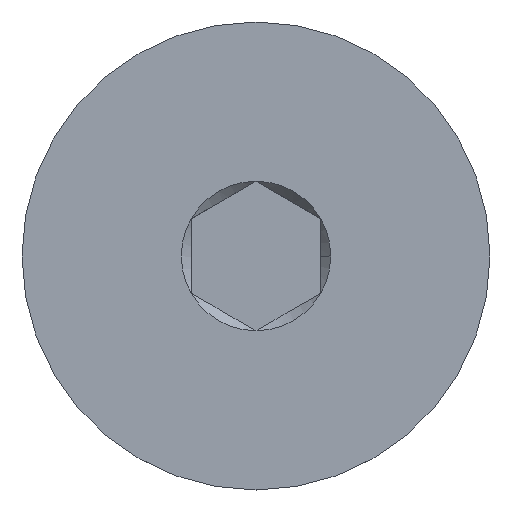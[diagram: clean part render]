
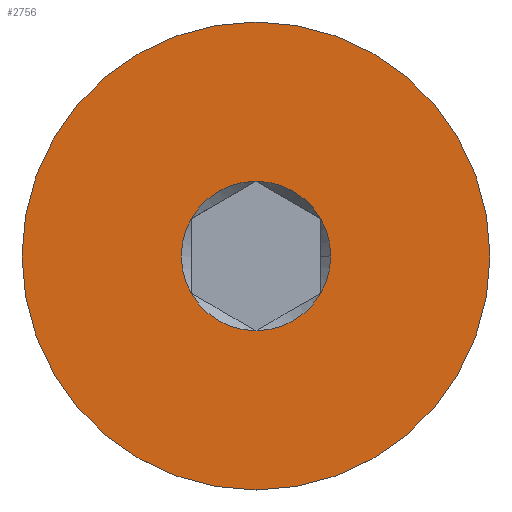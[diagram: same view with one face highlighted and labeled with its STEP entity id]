
A CAD part, top view. The second image highlights one B-rep face of the part: STEP entity #2756.
In plain terms, the highlighted planar face has unit normal (0, 0, 1).
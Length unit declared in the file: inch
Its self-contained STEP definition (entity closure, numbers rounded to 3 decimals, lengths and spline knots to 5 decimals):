
#3 = DIRECTION ( 'NONE',  ( 0., 0., 1. ) ) ;
#8 = CARTESIAN_POINT ( 'NONE',  ( 0., 0., 0.125 ) ) ;
#71 = VERTEX_POINT ( 'NONE', #503 ) ;
#78 = ORIENTED_EDGE ( 'NONE', *, *, #2685, .F. ) ;
#100 = AXIS2_PLACEMENT_3D ( 'NONE', #623, #1567, #2766 ) ;
#136 = ORIENTED_EDGE ( 'NONE', *, *, #983, .F. ) ;
#174 = AXIS2_PLACEMENT_3D ( 'NONE', #1809, #1366, #1513 ) ;
#244 = PLANE ( 'NONE',  #2702 ) ;
#288 = CIRCLE ( 'NONE', #342, 0.03608 ) ;
#316 = VERTEX_POINT ( 'NONE', #525 ) ;
#342 = AXIS2_PLACEMENT_3D ( 'NONE', #925, #1799, #513 ) ;
#471 = EDGE_LOOP ( 'NONE', ( #1970, #1625, #2141, #136, #1211, #748, #884 ) ) ;
#503 = CARTESIAN_POINT ( 'NONE',  ( 0., -0.03608, 0.125 ) ) ;
#509 = DIRECTION ( 'NONE',  ( 1., 0., 0. ) ) ;
#513 = DIRECTION ( 'NONE',  ( 1., 0., 0. ) ) ;
#524 = CIRCLE ( 'NONE', #1575, 0.113 ) ;
#525 = CARTESIAN_POINT ( 'NONE',  ( 0., 0.03608, 0.125 ) ) ;
#555 = CIRCLE ( 'NONE', #174, 0.03608 ) ;
#556 = AXIS2_PLACEMENT_3D ( 'NONE', #2148, #3, #2370 ) ;
#623 = CARTESIAN_POINT ( 'NONE',  ( 0., 0., 0.125 ) ) ;
#650 = CIRCLE ( 'NONE', #100, 0.113 ) ;
#654 = CARTESIAN_POINT ( 'NONE',  ( 0., 0., 0.125 ) ) ;
#748 = ORIENTED_EDGE ( 'NONE', *, *, #2582, .F. ) ;
#839 = CARTESIAN_POINT ( 'NONE',  ( 0., 0., 0.125 ) ) ;
#884 = ORIENTED_EDGE ( 'NONE', *, *, #1810, .F. ) ;
#918 = AXIS2_PLACEMENT_3D ( 'NONE', #839, #2591, #1680 ) ;
#920 = VERTEX_POINT ( 'NONE', #1443 ) ;
#924 = CIRCLE ( 'NONE', #1255, 0.03608 ) ;
#925 = CARTESIAN_POINT ( 'NONE',  ( 0., 0., 0.125 ) ) ;
#951 = CARTESIAN_POINT ( 'NONE',  ( 0., -0.113, 0.125 ) ) ;
#960 = CIRCLE ( 'NONE', #2193, 0.03608 ) ;
#979 = VERTEX_POINT ( 'NONE', #1892 ) ;
#983 = EDGE_CURVE ( 'NONE', #71, #1220, #2388, .T. ) ;
#1003 = DIRECTION ( 'NONE',  ( 0., 1., 0. ) ) ;
#1032 = DIRECTION ( 'NONE',  ( 0., 0., -1. ) ) ;
#1066 = FACE_OUTER_BOUND ( 'NONE', #2627, .T. ) ;
#1078 = VERTEX_POINT ( 'NONE', #1504 ) ;
#1090 = CARTESIAN_POINT ( 'NONE',  ( 0., 0., 0.125 ) ) ;
#1211 = ORIENTED_EDGE ( 'NONE', *, *, #2008, .F. ) ;
#1220 = VERTEX_POINT ( 'NONE', #2056 ) ;
#1255 = AXIS2_PLACEMENT_3D ( 'NONE', #1090, #1307, #2629 ) ;
#1307 = DIRECTION ( 'NONE',  ( 0., 0., 1. ) ) ;
#1341 = CARTESIAN_POINT ( 'NONE',  ( -0.03125, 0.01804, 0.125 ) ) ;
#1366 = DIRECTION ( 'NONE',  ( 0., 0., 1. ) ) ;
#1407 = EDGE_CURVE ( 'NONE', #920, #1775, #524, .T. ) ;
#1443 = CARTESIAN_POINT ( 'NONE',  ( 0., 0.113, 0.125 ) ) ;
#1504 = CARTESIAN_POINT ( 'NONE',  ( -0.03125, -0.01804, 0.125 ) ) ;
#1513 = DIRECTION ( 'NONE',  ( 1., 0., 0. ) ) ;
#1527 = EDGE_CURVE ( 'NONE', #1220, #2311, #1606, .T. ) ;
#1567 = DIRECTION ( 'NONE',  ( 0., 0., -1. ) ) ;
#1575 = AXIS2_PLACEMENT_3D ( 'NONE', #2312, #1032, #1003 ) ;
#1603 = ORIENTED_EDGE ( 'NONE', *, *, #1407, .F. ) ;
#1606 = CIRCLE ( 'NONE', #556, 0.03608 ) ;
#1625 = ORIENTED_EDGE ( 'NONE', *, *, #2164, .F. ) ;
#1657 = VERTEX_POINT ( 'NONE', #1341 ) ;
#1680 = DIRECTION ( 'NONE',  ( 1., 0., 0. ) ) ;
#1734 = FACE_BOUND ( 'NONE', #471, .T. ) ;
#1749 = DIRECTION ( 'NONE',  ( 0., -1., 0. ) ) ;
#1775 = VERTEX_POINT ( 'NONE', #951 ) ;
#1799 = DIRECTION ( 'NONE',  ( 0., 0., 1. ) ) ;
#1809 = CARTESIAN_POINT ( 'NONE',  ( 0., 0., 0.125 ) ) ;
#1810 = EDGE_CURVE ( 'NONE', #316, #1657, #555, .T. ) ;
#1868 = DIRECTION ( 'NONE',  ( 1., 0., 0. ) ) ;
#1892 = CARTESIAN_POINT ( 'NONE',  ( 0.03125, 0.01804, 0.125 ) ) ;
#1970 = ORIENTED_EDGE ( 'NONE', *, *, #2386, .F. ) ;
#2008 = EDGE_CURVE ( 'NONE', #1078, #71, #960, .T. ) ;
#2056 = CARTESIAN_POINT ( 'NONE',  ( 0.03125, -0.01804, 0.125 ) ) ;
#2082 = DIRECTION ( 'NONE',  ( 0., 0., 1. ) ) ;
#2141 = ORIENTED_EDGE ( 'NONE', *, *, #1527, .F. ) ;
#2148 = CARTESIAN_POINT ( 'NONE',  ( 0., 0., 0.125 ) ) ;
#2164 = EDGE_CURVE ( 'NONE', #2311, #979, #2289, .T. ) ;
#2193 = AXIS2_PLACEMENT_3D ( 'NONE', #654, #2392, #509 ) ;
#2289 = CIRCLE ( 'NONE', #918, 0.03608 ) ;
#2304 = AXIS2_PLACEMENT_3D ( 'NONE', #2709, #2082, #1868 ) ;
#2311 = VERTEX_POINT ( 'NONE', #2336 ) ;
#2312 = CARTESIAN_POINT ( 'NONE',  ( 0., 0., 0.125 ) ) ;
#2336 = CARTESIAN_POINT ( 'NONE',  ( 0.03608, 0., 0.125 ) ) ;
#2370 = DIRECTION ( 'NONE',  ( 1., 0., 0. ) ) ;
#2386 = EDGE_CURVE ( 'NONE', #979, #316, #924, .T. ) ;
#2388 = CIRCLE ( 'NONE', #2304, 0.03608 ) ;
#2392 = DIRECTION ( 'NONE',  ( 0., 0., 1. ) ) ;
#2582 = EDGE_CURVE ( 'NONE', #1657, #1078, #288, .T. ) ;
#2591 = DIRECTION ( 'NONE',  ( 0., 0., 1. ) ) ;
#2592 = DIRECTION ( 'NONE',  ( 0., 0., 1. ) ) ;
#2627 = EDGE_LOOP ( 'NONE', ( #1603, #78 ) ) ;
#2629 = DIRECTION ( 'NONE',  ( 1., 0., 0. ) ) ;
#2685 = EDGE_CURVE ( 'NONE', #1775, #920, #650, .T. ) ;
#2702 = AXIS2_PLACEMENT_3D ( 'NONE', #8, #2592, #1749 ) ;
#2709 = CARTESIAN_POINT ( 'NONE',  ( 0., 0., 0.125 ) ) ;
#2756 = ADVANCED_FACE ( 'NONE', ( #1734, #1066 ), #244, .T. ) ;
#2766 = DIRECTION ( 'NONE',  ( 0., 1., 0. ) ) ;
